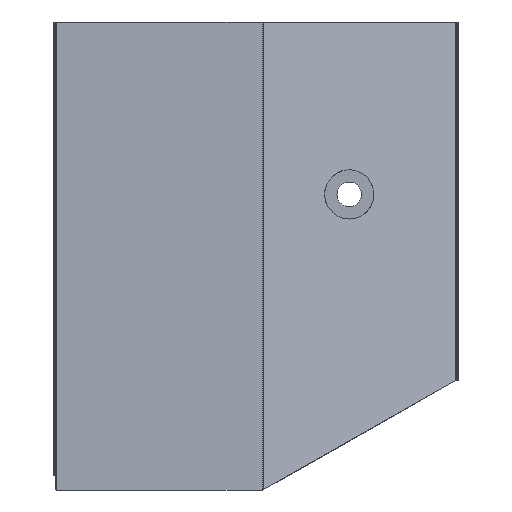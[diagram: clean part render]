
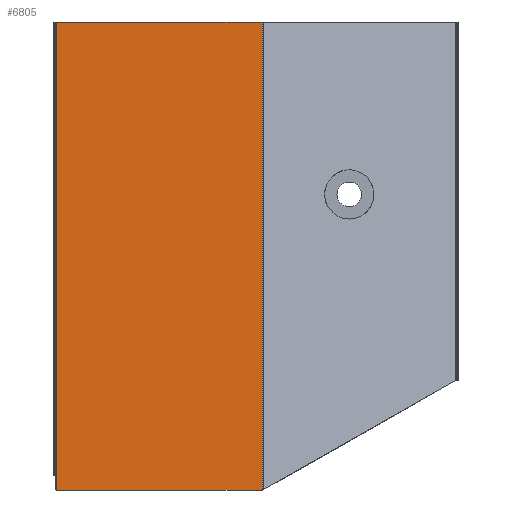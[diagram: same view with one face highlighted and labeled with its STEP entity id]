
A CAD part, left-side view. The second image highlights one B-rep face of the part: STEP entity #6805.
In plain terms, the highlighted planar face has unit normal (-1, 0, 0).
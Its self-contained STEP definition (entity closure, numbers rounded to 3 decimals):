
#61 = LINE ( 'NONE', #8557, #587 ) ;
#587 = VECTOR ( 'NONE', #8699, 1000. ) ;
#723 = VECTOR ( 'NONE', #7424, 1000. ) ;
#905 = VERTEX_POINT ( 'NONE', #1427 ) ;
#1328 = VERTEX_POINT ( 'NONE', #11261 ) ;
#1412 = EDGE_CURVE ( 'NONE', #905, #2379, #11606, .T. ) ;
#1427 = CARTESIAN_POINT ( 'NONE',  ( 0., 108.4, 0. ) ) ;
#2379 = VERTEX_POINT ( 'NONE', #8641 ) ;
#2528 = VERTEX_POINT ( 'NONE', #10136 ) ;
#4126 = DIRECTION ( 'NONE',  ( 0., 0., -1. ) ) ;
#4473 = DIRECTION ( 'NONE',  ( 1., 0., 0. ) ) ;
#4545 = PLANE ( 'NONE',  #8425 ) ;
#4728 = CARTESIAN_POINT ( 'NONE',  ( 0., -8.472, 0. ) ) ;
#4929 = ORIENTED_EDGE ( 'NONE', *, *, #7482, .F. ) ;
#5259 = LINE ( 'NONE', #9604, #6311 ) ;
#6311 = VECTOR ( 'NONE', #4126, 1000. ) ;
#6663 = DIRECTION ( 'NONE',  ( 0., 0., -1. ) ) ;
#6686 = ORIENTED_EDGE ( 'NONE', *, *, #7750, .F. ) ;
#6805 = ADVANCED_FACE ( 'NONE', ( #7610 ), #4545, .F. ) ;
#7424 = DIRECTION ( 'NONE',  ( 0., -1., 0. ) ) ;
#7482 = EDGE_CURVE ( 'NONE', #2379, #2528, #10138, .T. ) ;
#7610 = FACE_OUTER_BOUND ( 'NONE', #7647, .T. ) ;
#7647 = EDGE_LOOP ( 'NONE', ( #4929, #8329, #9746, #6686 ) ) ;
#7750 = EDGE_CURVE ( 'NONE', #2528, #1328, #61, .T. ) ;
#8329 = ORIENTED_EDGE ( 'NONE', *, *, #1412, .F. ) ;
#8425 = AXIS2_PLACEMENT_3D ( 'NONE', #11933, #4473, #9949 ) ;
#8557 = CARTESIAN_POINT ( 'NONE',  ( 0., 108.4, -266. ) ) ;
#8641 = CARTESIAN_POINT ( 'NONE',  ( 0., -8.472, 0. ) ) ;
#8699 = DIRECTION ( 'NONE',  ( 0., 1., 0. ) ) ;
#9119 = VECTOR ( 'NONE', #6663, 1000. ) ;
#9604 = CARTESIAN_POINT ( 'NONE',  ( 0., 108.4, 0. ) ) ;
#9746 = ORIENTED_EDGE ( 'NONE', *, *, #10784, .T. ) ;
#9949 = DIRECTION ( 'NONE',  ( 0., 0., -1. ) ) ;
#10136 = CARTESIAN_POINT ( 'NONE',  ( 0., -8.472, -266. ) ) ;
#10138 = LINE ( 'NONE', #4728, #9119 ) ;
#10784 = EDGE_CURVE ( 'NONE', #905, #1328, #5259, .T. ) ;
#11261 = CARTESIAN_POINT ( 'NONE',  ( 0., 108.4, -266. ) ) ;
#11606 = LINE ( 'NONE', #13829, #723 ) ;
#11933 = CARTESIAN_POINT ( 'NONE',  ( 0., 108.4, 0. ) ) ;
#13829 = CARTESIAN_POINT ( 'NONE',  ( 0., 108.4, 0. ) ) ;
